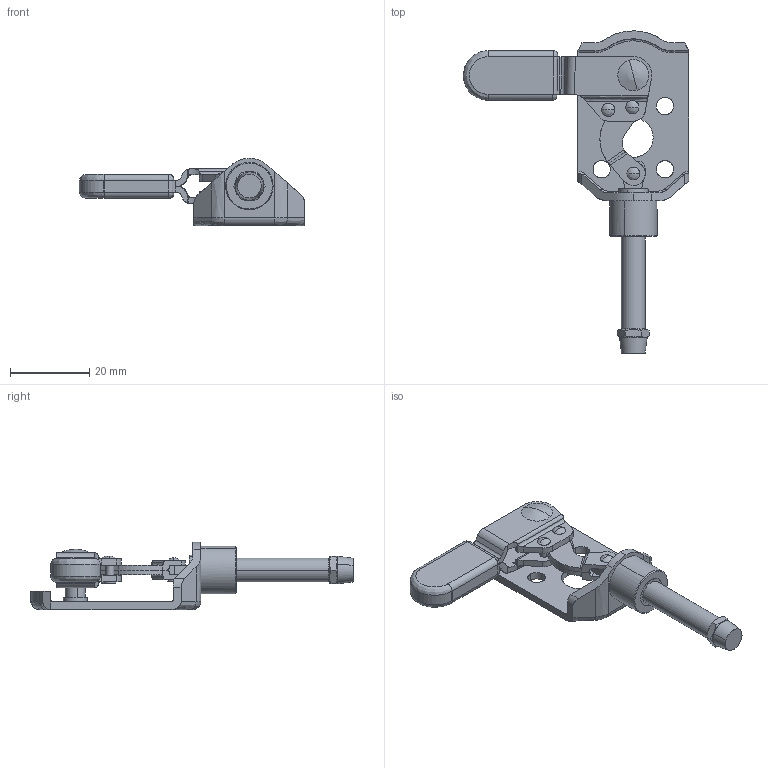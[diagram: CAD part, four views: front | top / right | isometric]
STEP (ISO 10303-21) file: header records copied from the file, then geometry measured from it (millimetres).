
FILE_DESCRIPTION((''),' ');
FILE_NAME('GH-301CMR.stp',' ',('stephen'),('BIB design'),' ','ACIS 14.0',' ');
FILE_SCHEMA(('automotive_design'));
Length unit declared in the file: inch
Products named in the file (15): Part_6266; Part_2558; Part_2559; Part_15109; Part_15115; Part_15107; Part_5881; Part_2560; Part_15108; Part_9585; Part_15110; Part_15111; Part_15112; Part_15113
Bounding box: 57 x 81.5 x 17 mm (x, y, z)
Volume: 8040.4 mm3; surface area: 10237.4 mm2
Topology: 15 solids, 15 shells, 336 faces, 2567 edges, 2265 vertices
Faces by surface type: bspline 167, revolution 149, cylinder 12, plane 8
Entity records: 68323 total; most frequent: CARTESIAN_POINT 22887, PRESENTATION_STYLE_ASSIGNMENT 5478, COLOUR_RGB 5478, STYLED_ITEM 5173, ORIENTED_EDGE 5114, DIRECTION 3347, CURVE_STYLE 2862, EDGE_CURVE 2557
